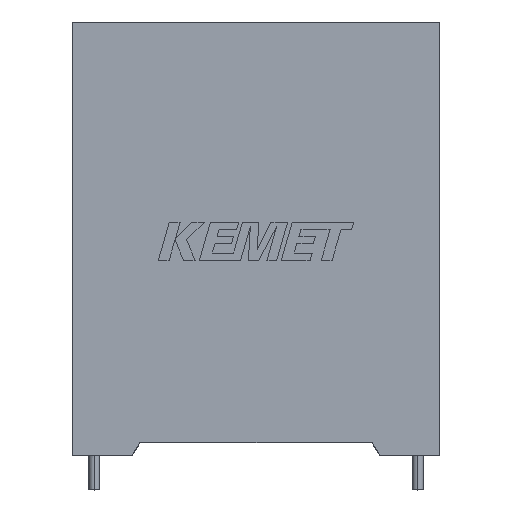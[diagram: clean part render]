
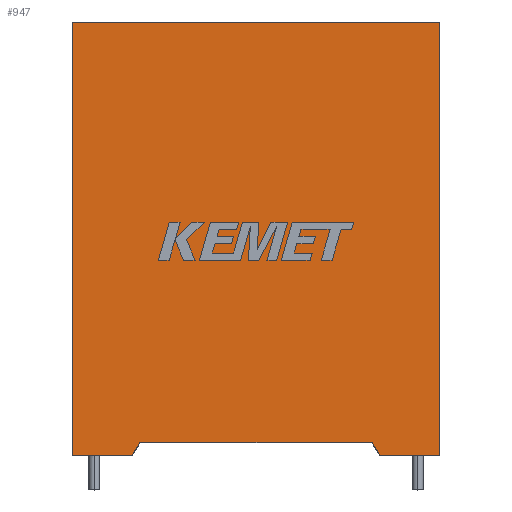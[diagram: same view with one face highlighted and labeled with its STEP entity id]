
A CAD part, top view. The second image highlights one B-rep face of the part: STEP entity #947.
In plain terms, the highlighted planar face has unit normal (0, 0, 1).
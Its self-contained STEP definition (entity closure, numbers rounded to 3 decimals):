
#9 = EDGE_CURVE ( 'NONE', #954, #2790, #562, .T. ) ;
#23 = CARTESIAN_POINT ( 'NONE',  ( 21.3, 1.476, 35.4 ) ) ;
#73 = ORIENTED_EDGE ( 'NONE', *, *, #914, .F. ) ;
#144 = CARTESIAN_POINT ( 'NONE',  ( 34.75, 1.476, 35.4 ) ) ;
#545 = DIRECTION ( 'NONE',  ( 0., 1., 0. ) ) ;
#562 = LINE ( 'NONE', #2293, #2757 ) ;
#638 = LINE ( 'NONE', #967, #2005 ) ;
#662 = EDGE_CURVE ( 'NONE', #2441, #954, #638, .T. ) ;
#729 = EDGE_CURVE ( 'NONE', #3039, #2987, #3414, .T. ) ;
#857 = FACE_OUTER_BOUND ( 'NONE', #2443, .T. ) ;
#859 = CARTESIAN_POINT ( 'NONE',  ( 0., 0., 35.4 ) ) ;
#884 = PLANE ( 'NONE',  #2922 ) ;
#901 = VECTOR ( 'NONE', #1302, 1000. ) ;
#914 = EDGE_CURVE ( 'NONE', #2441, #3039, #1715, .T. ) ;
#947 = ADVANCED_FACE ( 'NONE', ( #857 ), #884, .F. ) ;
#954 = VERTEX_POINT ( 'NONE', #1162 ) ;
#957 = VECTOR ( 'NONE', #2531, 1000. ) ;
#967 = CARTESIAN_POINT ( 'NONE',  ( 34.75, 1.476, 35.4 ) ) ;
#972 = VERTEX_POINT ( 'NONE', #859 ) ;
#1097 = VECTOR ( 'NONE', #1102, 1000. ) ;
#1102 = DIRECTION ( 'NONE',  ( -1., 0., 0. ) ) ;
#1162 = CARTESIAN_POINT ( 'NONE',  ( 35.65, 0., 35.4 ) ) ;
#1213 = CARTESIAN_POINT ( 'NONE',  ( 0., 0., 35.4 ) ) ;
#1302 = DIRECTION ( 'NONE',  ( -0.521, -0.854, 0. ) ) ;
#1418 = ORIENTED_EDGE ( 'NONE', *, *, #1556, .T. ) ;
#1423 = VECTOR ( 'NONE', #3441, 1000. ) ;
#1431 = EDGE_CURVE ( 'NONE', #972, #2987, #2404, .T. ) ;
#1556 = EDGE_CURVE ( 'NONE', #2790, #2770, #2204, .T. ) ;
#1715 = LINE ( 'NONE', #23, #1097 ) ;
#1732 = LINE ( 'NONE', #1213, #957 ) ;
#1765 = EDGE_CURVE ( 'NONE', #2770, #2065, #1869, .T. ) ;
#1794 = CARTESIAN_POINT ( 'NONE',  ( 6.95, 0., 35.4 ) ) ;
#1816 = CARTESIAN_POINT ( 'NONE',  ( 0., 0., 35.4 ) ) ;
#1869 = LINE ( 'NONE', #2616, #2039 ) ;
#2005 = VECTOR ( 'NONE', #2573, 1000. ) ;
#2013 = CARTESIAN_POINT ( 'NONE',  ( 42.6, 0., 35.4 ) ) ;
#2039 = VECTOR ( 'NONE', #2882, 1000. ) ;
#2065 = VERTEX_POINT ( 'NONE', #2959 ) ;
#2090 = ORIENTED_EDGE ( 'NONE', *, *, #1431, .T. ) ;
#2172 = CARTESIAN_POINT ( 'NONE',  ( 0., 0., 35.4 ) ) ;
#2204 = LINE ( 'NONE', #2937, #2618 ) ;
#2219 = ORIENTED_EDGE ( 'NONE', *, *, #1765, .T. ) ;
#2293 = CARTESIAN_POINT ( 'NONE',  ( 0., 0., 35.4 ) ) ;
#2346 = CARTESIAN_POINT ( 'NONE',  ( 7.85, 1.476, 35.4 ) ) ;
#2372 = CARTESIAN_POINT ( 'NONE',  ( 7.85, 1.476, 35.4 ) ) ;
#2404 = LINE ( 'NONE', #1816, #1423 ) ;
#2436 = DIRECTION ( 'NONE',  ( -1., 0., 0. ) ) ;
#2441 = VERTEX_POINT ( 'NONE', #144 ) ;
#2443 = EDGE_LOOP ( 'NONE', ( #73, #2809, #2721, #1418, #2219, #2590, #2090, #3392 ) ) ;
#2531 = DIRECTION ( 'NONE',  ( 0., -1., 0. ) ) ;
#2573 = DIRECTION ( 'NONE',  ( 0.521, -0.854, 0. ) ) ;
#2590 = ORIENTED_EDGE ( 'NONE', *, *, #2874, .T. ) ;
#2616 = CARTESIAN_POINT ( 'NONE',  ( 0., 50.2, 35.4 ) ) ;
#2618 = VECTOR ( 'NONE', #545, 1000. ) ;
#2721 = ORIENTED_EDGE ( 'NONE', *, *, #9, .T. ) ;
#2757 = VECTOR ( 'NONE', #3062, 1000. ) ;
#2770 = VERTEX_POINT ( 'NONE', #2811 ) ;
#2790 = VERTEX_POINT ( 'NONE', #2013 ) ;
#2809 = ORIENTED_EDGE ( 'NONE', *, *, #662, .T. ) ;
#2811 = CARTESIAN_POINT ( 'NONE',  ( 42.6, 50.2, 35.4 ) ) ;
#2874 = EDGE_CURVE ( 'NONE', #2065, #972, #1732, .T. ) ;
#2882 = DIRECTION ( 'NONE',  ( -1., 0., 0. ) ) ;
#2922 = AXIS2_PLACEMENT_3D ( 'NONE', #2172, #3274, #2436 ) ;
#2937 = CARTESIAN_POINT ( 'NONE',  ( 42.6, 0., 35.4 ) ) ;
#2959 = CARTESIAN_POINT ( 'NONE',  ( 0., 50.2, 35.4 ) ) ;
#2987 = VERTEX_POINT ( 'NONE', #1794 ) ;
#3039 = VERTEX_POINT ( 'NONE', #2372 ) ;
#3062 = DIRECTION ( 'NONE',  ( 1., 0., 0. ) ) ;
#3274 = DIRECTION ( 'NONE',  ( 0., 0., -1. ) ) ;
#3392 = ORIENTED_EDGE ( 'NONE', *, *, #729, .F. ) ;
#3414 = LINE ( 'NONE', #2346, #901 ) ;
#3441 = DIRECTION ( 'NONE',  ( 1., 0., 0. ) ) ;
